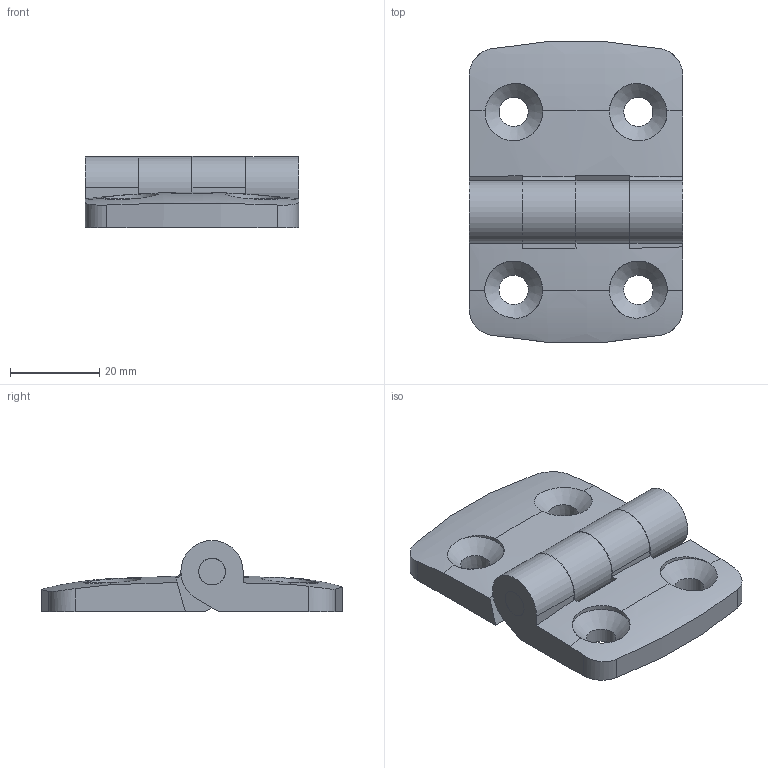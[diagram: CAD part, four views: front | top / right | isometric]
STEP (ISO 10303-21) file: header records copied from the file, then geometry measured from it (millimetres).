
FILE_DESCRIPTION(('STEP AP203'),'1');
FILE_NAME('SAFE10B1060.stp','2023-10-19T15:21:16',(' '),(' '),'Spatial InterOp 3D',' ',' ');
FILE_SCHEMA(('CONFIG_CONTROL_DESIGN'));
Length unit declared in the file: millimetre
Products named in the file (4): Charnière Al 40x30 E=40mm; Charnière Al 40x40 E=45mm; Axe_Charnière_Simple; Charnière Al 30x30 E=35mm
Assembly tree (3 placements, depth 2):
  Charnière Al 40x30 E=40mm
    Charnière Al 40x40 E=45mm
    Axe_Charnière_Simple
    Charnière Al 30x30 E=35mm
Bounding box: 48 x 67.59 x 15.96 mm (x, y, z)
Volume: 21075.3 mm3; surface area: 12642.2 mm2
Topology: 3 solids, 3 shells, 103 faces, 292 edges, 195 vertices
Faces by surface type: plane 45, cylinder 42, cone 10, torus 3, revolution 2, bspline 1
Full cylindrical faces by diameter (mm): 6 x5, 6.6 x2
Entity records: 4386 total; most frequent: CARTESIAN_POINT 1093, ORIENTED_EDGE 546, DIRECTION 536, EDGE_CURVE 273, AXIS2_PLACEMENT_3D 203, VERTEX_POINT 189, EDGE_LOOP 132, LINE 128
